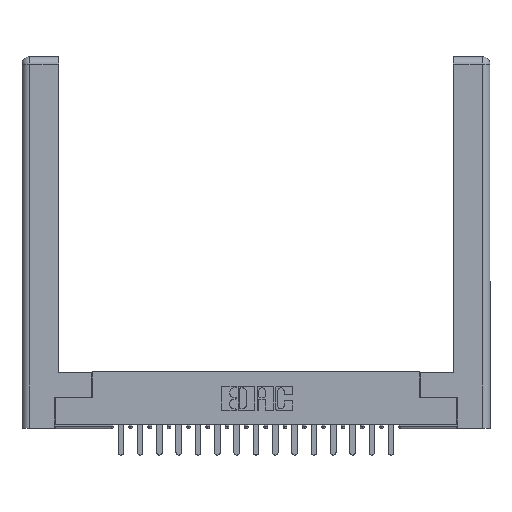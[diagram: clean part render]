
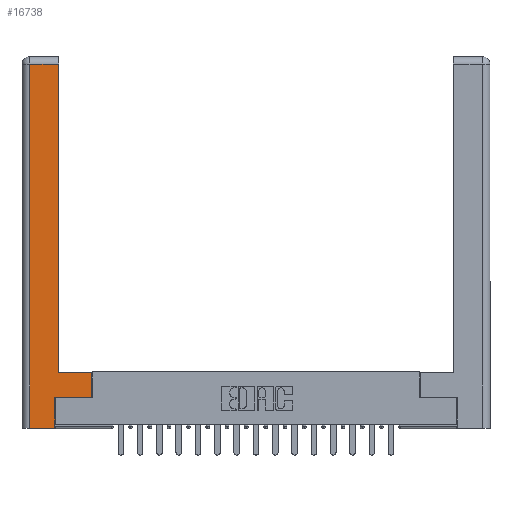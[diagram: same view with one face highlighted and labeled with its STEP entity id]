
A CAD part, top view. The second image highlights one B-rep face of the part: STEP entity #16738.
In plain terms, the highlighted planar face has unit normal (0, 0, 1).
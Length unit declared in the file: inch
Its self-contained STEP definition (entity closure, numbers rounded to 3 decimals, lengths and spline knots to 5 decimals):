
#846 = VECTOR ( 'NONE', #1266, 39.37008 ) ;
#943 = LINE ( 'NONE', #11318, #21979 ) ;
#1157 = VERTEX_POINT ( 'NONE', #13412 ) ;
#1266 = DIRECTION ( 'NONE',  ( 0., 1., 0. ) ) ;
#1598 = CARTESIAN_POINT ( 'NONE',  ( 0.265, 0.245, 0. ) ) ;
#1910 = ORIENTED_EDGE ( 'NONE', *, *, #5753, .T. ) ;
#2118 = VECTOR ( 'NONE', #8078, 39.37008 ) ;
#2228 = LINE ( 'NONE', #3155, #19812 ) ;
#2304 = DIRECTION ( 'NONE',  ( -1., 0., 0. ) ) ;
#2433 = VERTEX_POINT ( 'NONE', #11644 ) ;
#2841 = CARTESIAN_POINT ( 'NONE',  ( 0.565, 0.45, 0. ) ) ;
#3155 = CARTESIAN_POINT ( 'NONE',  ( 0.295, 0.45, 0. ) ) ;
#3295 = CARTESIAN_POINT ( 'NONE',  ( 0.565, 0.45, 0. ) ) ;
#3371 = LINE ( 'NONE', #5063, #16997 ) ;
#3836 = CARTESIAN_POINT ( 'NONE',  ( 0.0615, 0., 0. ) ) ;
#3935 = LINE ( 'NONE', #9596, #6046 ) ;
#3959 = VECTOR ( 'NONE', #4354, 39.37008 ) ;
#4354 = DIRECTION ( 'NONE',  ( 1., 0., 0. ) ) ;
#4893 = EDGE_CURVE ( 'NONE', #8451, #20987, #6593, .T. ) ;
#5063 = CARTESIAN_POINT ( 'NONE',  ( 0.0615, 0., 0. ) ) ;
#5146 = CARTESIAN_POINT ( 'NONE',  ( 0.295, 0.45, 0. ) ) ;
#5366 = LINE ( 'NONE', #20033, #846 ) ;
#5753 = EDGE_CURVE ( 'NONE', #19866, #19243, #943, .T. ) ;
#6046 = VECTOR ( 'NONE', #7701, 39.37008 ) ;
#6067 = AXIS2_PLACEMENT_3D ( 'NONE', #19154, #15811, #2304 ) ;
#6593 = LINE ( 'NONE', #17996, #3959 ) ;
#7602 = ORIENTED_EDGE ( 'NONE', *, *, #4893, .T. ) ;
#7701 = DIRECTION ( 'NONE',  ( 1., 0., 0. ) ) ;
#7916 = CARTESIAN_POINT ( 'NONE',  ( 0.295, 2.94, 0. ) ) ;
#8078 = DIRECTION ( 'NONE',  ( 0., 1., 0. ) ) ;
#8451 = VERTEX_POINT ( 'NONE', #3836 ) ;
#8589 = ORIENTED_EDGE ( 'NONE', *, *, #16086, .T. ) ;
#8607 = DIRECTION ( 'NONE',  ( 0., -1., 0. ) ) ;
#8770 = EDGE_CURVE ( 'NONE', #9252, #19866, #5366, .T. ) ;
#9252 = VERTEX_POINT ( 'NONE', #5146 ) ;
#9359 = ORIENTED_EDGE ( 'NONE', *, *, #14649, .T. ) ;
#9596 = CARTESIAN_POINT ( 'NONE',  ( 0.565, 0.245, 0. ) ) ;
#10869 = VECTOR ( 'NONE', #13529, 39.37008 ) ;
#11318 = CARTESIAN_POINT ( 'NONE',  ( 0.0615, 2.94, 0. ) ) ;
#11644 = CARTESIAN_POINT ( 'NONE',  ( 0.565, 0.245, 0. ) ) ;
#12525 = EDGE_CURVE ( 'NONE', #16241, #9252, #2228, .T. ) ;
#12846 = CARTESIAN_POINT ( 'NONE',  ( 0.0615, 2.94, 0. ) ) ;
#13133 = ORIENTED_EDGE ( 'NONE', *, *, #8770, .T. ) ;
#13218 = FACE_OUTER_BOUND ( 'NONE', #16319, .T. ) ;
#13412 = CARTESIAN_POINT ( 'NONE',  ( 0.265, 0.245, 0. ) ) ;
#13529 = DIRECTION ( 'NONE',  ( 0., 1., 0. ) ) ;
#14001 = PLANE ( 'NONE',  #6067 ) ;
#14649 = EDGE_CURVE ( 'NONE', #2433, #16241, #21018, .T. ) ;
#15377 = LINE ( 'NONE', #1598, #10869 ) ;
#15781 = EDGE_CURVE ( 'NONE', #1157, #2433, #3935, .T. ) ;
#15811 = DIRECTION ( 'NONE',  ( 0., 0., -1. ) ) ;
#15984 = CARTESIAN_POINT ( 'NONE',  ( 0.265, 0., 0. ) ) ;
#16082 = EDGE_CURVE ( 'NONE', #20987, #1157, #15377, .T. ) ;
#16086 = EDGE_CURVE ( 'NONE', #19243, #8451, #3371, .T. ) ;
#16241 = VERTEX_POINT ( 'NONE', #2841 ) ;
#16319 = EDGE_LOOP ( 'NONE', ( #13133, #1910, #8589, #7602, #21467, #21912, #9359, #19822 ) ) ;
#16738 = ADVANCED_FACE ( 'NONE', ( #13218 ), #14001, .F. ) ;
#16811 = DIRECTION ( 'NONE',  ( -1., 0., 0. ) ) ;
#16997 = VECTOR ( 'NONE', #8607, 39.37008 ) ;
#17996 = CARTESIAN_POINT ( 'NONE',  ( 0.265, 0., 0. ) ) ;
#19154 = CARTESIAN_POINT ( 'NONE',  ( 0., 0., 0. ) ) ;
#19243 = VERTEX_POINT ( 'NONE', #12846 ) ;
#19635 = DIRECTION ( 'NONE',  ( -1., 0., 0. ) ) ;
#19812 = VECTOR ( 'NONE', #16811, 39.37008 ) ;
#19822 = ORIENTED_EDGE ( 'NONE', *, *, #12525, .T. ) ;
#19866 = VERTEX_POINT ( 'NONE', #7916 ) ;
#20033 = CARTESIAN_POINT ( 'NONE',  ( 0.295, 3., 0. ) ) ;
#20987 = VERTEX_POINT ( 'NONE', #15984 ) ;
#21018 = LINE ( 'NONE', #3295, #2118 ) ;
#21467 = ORIENTED_EDGE ( 'NONE', *, *, #16082, .T. ) ;
#21912 = ORIENTED_EDGE ( 'NONE', *, *, #15781, .T. ) ;
#21979 = VECTOR ( 'NONE', #19635, 39.37008 ) ;
